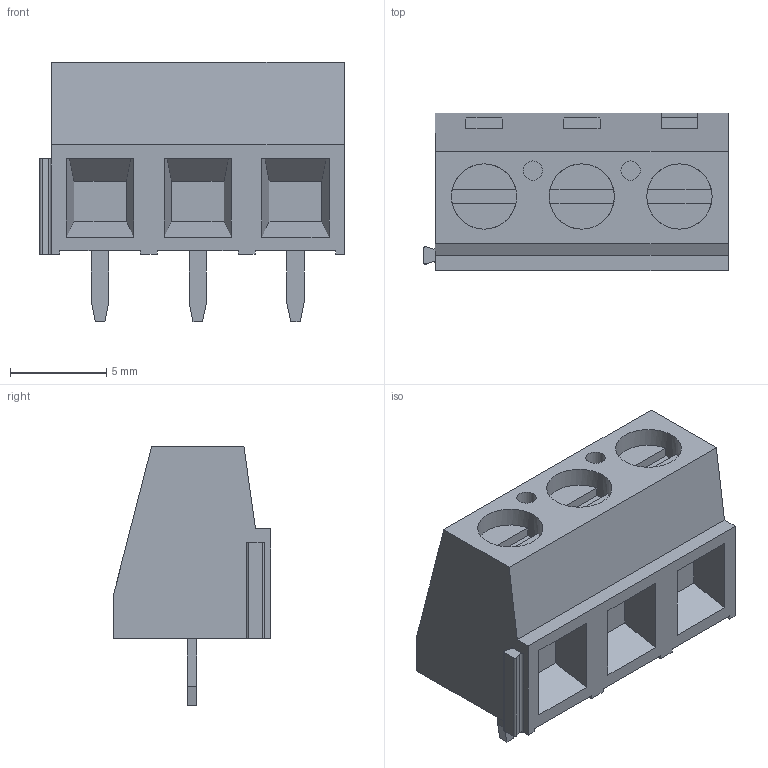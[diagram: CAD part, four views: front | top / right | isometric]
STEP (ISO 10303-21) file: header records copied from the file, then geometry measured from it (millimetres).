
FILE_DESCRIPTION(/* description */ (''),/* implementation_level */ '2;1');
FILE_NAME(/* name */ '282837-3-3D.step',/* time_stamp */ '2022-04-15T09:06:14+02:00',/* author */ (''),/* organization */ (''),/* preprocessor_version */ 'ST-DEVELOPER v18.1',/* originating_system */ 'Autodesk Translation Framework v10.14.0.1471',/* authorisation */ '');
FILE_SCHEMA (('AUTOMOTIVE_DESIGN { 1 0 10303 214 3 1 1 }'));
Length unit declared in the file: millimetre
Products named in the file (1): (Unsaved)
Bounding box: 15.84 x 8.2 x 13.5 mm (x, y, z)
Volume: 940.7 mm3; surface area: 825.5 mm2
Topology: 1 solids, 1 shells, 121 faces, 324 edges, 216 vertices
Faces by surface type: plane 108, cylinder 13
Full cylindrical faces by diameter (mm): 1 x2, 3.4 x3
Entity records: 3769 total; most frequent: CARTESIAN_POINT 662, ORIENTED_EDGE 648, DIRECTION 606, EDGE_CURVE 324, LINE 286, VECTOR 286, VERTEX_POINT 216, AXIS2_PLACEMENT_3D 160
